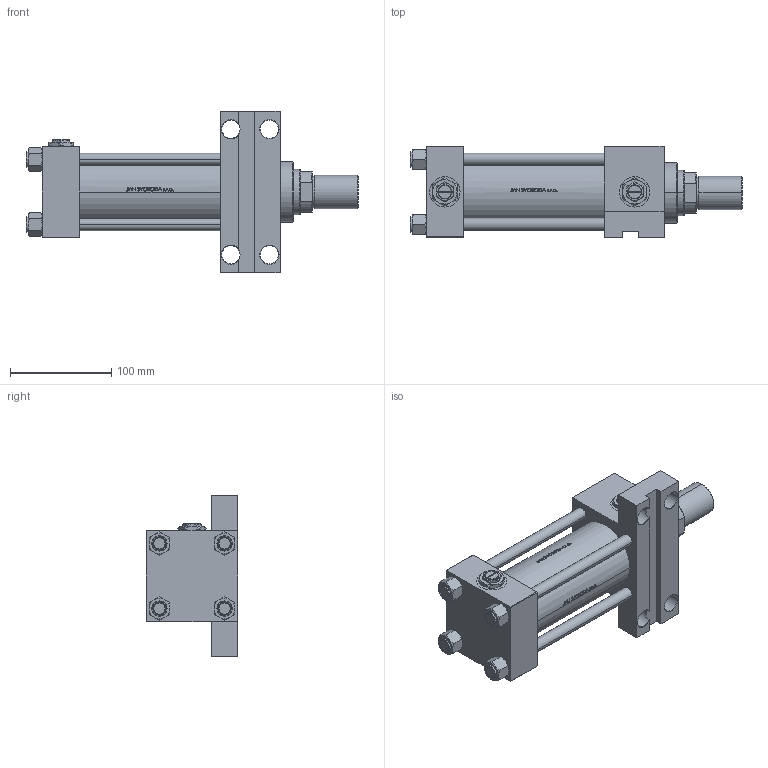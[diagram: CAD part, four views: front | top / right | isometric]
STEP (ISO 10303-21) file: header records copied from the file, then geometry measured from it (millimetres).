
FILE_DESCRIPTION (( 'STEP AP203' ), '1' );
FILE_NAME ('7dcb.STEP', '2023-01-17T18:08:16', ( '' ), ( '' ), 'SwSTEP 2.0', 'SolidWorks 2019', '' );
FILE_SCHEMA (( 'CONFIG_CONTROL_DESIGN' ));
Length unit declared in the file: millimetre
Products named in the file (8): V215CR_F_Body 964f256a9de428de37c0370197eb5495; Zatka_pro_OIL_PORT 964f256a9de428de37c0370197eb5495; V215CR_F_TYCINKA 964f256a9de428de37c0370197eb5495; 7dcb; ROD_END_AH 964f256a9de428de37c0370197eb5495; NUT_M5_F 964f256a9de428de37c0370197eb5495; V215_VC_A 964f256a9de428de37c0370197eb5495; V215CR_VCP_F 964f256a9de428de37c0370197eb5495
Assembly tree (14 placements, depth 2):
  7dcb
    V215CR_F_Body 964f256a9de428de37c0370197eb5495
    V215CR_VCP_F 964f256a9de428de37c0370197eb5495
    V215CR_F_TYCINKA 964f256a9de428de37c0370197eb5495  x4
    NUT_M5_F 964f256a9de428de37c0370197eb5495  x4
    V215_VC_A 964f256a9de428de37c0370197eb5495
    ROD_END_AH 964f256a9de428de37c0370197eb5495
    Zatka_pro_OIL_PORT 964f256a9de428de37c0370197eb5495  x2
Bounding box: 328 x 90 x 160 mm (x, y, z)
Volume: 1314393.8 mm3; surface area: 273068 mm2
Topology: 14 solids, 14 shells, 1222 faces, 3005 edges, 1931 vertices
Faces by surface type: plane 492, bspline 380, cone 198, cylinder 142, torus 10
Entity records: 50305 total; most frequent: CARTESIAN_POINT 26641, ORIENTED_EDGE 5310, DIRECTION 3460, EDGE_CURVE 2655, VERTEX_POINT 1729, LINE 1342, VECTOR 1342, EDGE_LOOP 1202
